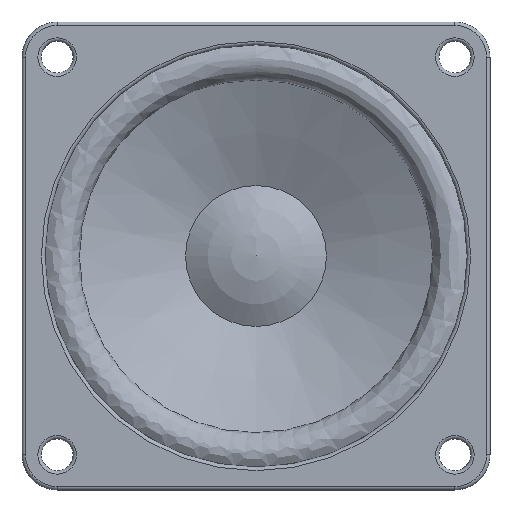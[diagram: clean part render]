
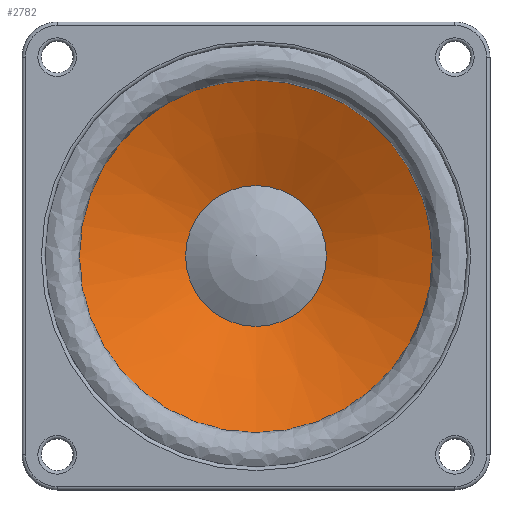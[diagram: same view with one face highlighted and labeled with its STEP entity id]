
A CAD part, front view. The second image highlights one B-rep face of the part: STEP entity #2782.
In plain terms, the highlighted conical face has half-angle 66.038 degrees and reference radius 25.259 mm.
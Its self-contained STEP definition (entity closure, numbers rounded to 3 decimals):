
#2421 = SURFACE_OF_REVOLUTION('',#2422,#2427);
#2422 = CIRCLE('',#2423,3.);
#2423 = AXIS2_PLACEMENT_3D('',#2424,#2425,#2426);
#2424 = CARTESIAN_POINT('',(0.,0.,28.));
#2425 = DIRECTION('',(1.,0.,0.));
#2426 = DIRECTION('',(0.,1.,0.));
#2427 = AXIS1_PLACEMENT('',#2428,#2429);
#2428 = CARTESIAN_POINT('',(0.,0.,0.));
#2429 = DIRECTION('',(0.,1.,0.));
#2731 = VERTEX_POINT('',#2732);
#2732 = CARTESIAN_POINT('',(0.,1.218,
    25.259));
#2754 = EDGE_CURVE('',#2731,#2731,#2755,.T.);
#2755 = SURFACE_CURVE('',#2756,(#2761,#2768),.PCURVE_S1.);
#2756 = CIRCLE('',#2757,25.259);
#2757 = AXIS2_PLACEMENT_3D('',#2758,#2759,#2760);
#2758 = CARTESIAN_POINT('',(0.,1.218,0.));
#2759 = DIRECTION('',(0.,1.,0.));
#2760 = DIRECTION('',(0.,0.,1.));
#2761 = PCURVE('',#2421,#2762);
#2762 = DEFINITIONAL_REPRESENTATION('',(#2763),#2767);
#2763 = LINE('',#2764,#2765);
#2764 = CARTESIAN_POINT('',(0.,5.131));
#2765 = VECTOR('',#2766,1.);
#2766 = DIRECTION('',(1.,0.));
#2767 = ( GEOMETRIC_REPRESENTATION_CONTEXT(2) 
PARAMETRIC_REPRESENTATION_CONTEXT() REPRESENTATION_CONTEXT('2D SPACE',''
  ) );
#2768 = PCURVE('',#2769,#2774);
#2769 = CONICAL_SURFACE('',#2770,25.259,1.153);
#2770 = AXIS2_PLACEMENT_3D('',#2771,#2772,#2773);
#2771 = CARTESIAN_POINT('',(0.,1.218,0.));
#2772 = DIRECTION('',(0.,-1.,0.));
#2773 = DIRECTION('',(0.,0.,1.));
#2774 = DEFINITIONAL_REPRESENTATION('',(#2775),#2779);
#2775 = LINE('',#2776,#2777);
#2776 = CARTESIAN_POINT('',(0.,0.));
#2777 = VECTOR('',#2778,1.);
#2778 = DIRECTION('',(-1.,0.));
#2779 = ( GEOMETRIC_REPRESENTATION_CONTEXT(2) 
PARAMETRIC_REPRESENTATION_CONTEXT() REPRESENTATION_CONTEXT('2D SPACE',''
  ) );
#2782 = ADVANCED_FACE('',(#2783),#2769,.F.);
#2783 = FACE_BOUND('',#2784,.F.);
#2784 = EDGE_LOOP('',(#2785,#2786,#2809,#2836));
#2785 = ORIENTED_EDGE('',*,*,#2754,.T.);
#2786 = ORIENTED_EDGE('',*,*,#2787,.T.);
#2787 = EDGE_CURVE('',#2731,#2788,#2790,.T.);
#2788 = VERTEX_POINT('',#2789);
#2789 = CARTESIAN_POINT('',(0.,8.,10.));
#2790 = SEAM_CURVE('',#2791,(#2795,#2802),.PCURVE_S1.);
#2791 = LINE('',#2792,#2793);
#2792 = CARTESIAN_POINT('',(0.,1.218,
    25.259));
#2793 = VECTOR('',#2794,1.);
#2794 = DIRECTION('',(0.,0.406,-0.914)
  );
#2795 = PCURVE('',#2769,#2796);
#2796 = DEFINITIONAL_REPRESENTATION('',(#2797),#2801);
#2797 = LINE('',#2798,#2799);
#2798 = CARTESIAN_POINT('',(0.,0.));
#2799 = VECTOR('',#2800,1.);
#2800 = DIRECTION('',(0.,-1.));
#2801 = ( GEOMETRIC_REPRESENTATION_CONTEXT(2) 
PARAMETRIC_REPRESENTATION_CONTEXT() REPRESENTATION_CONTEXT('2D SPACE',''
  ) );
#2802 = PCURVE('',#2769,#2803);
#2803 = DEFINITIONAL_REPRESENTATION('',(#2804),#2808);
#2804 = LINE('',#2805,#2806);
#2805 = CARTESIAN_POINT('',(-6.283,0.));
#2806 = VECTOR('',#2807,1.);
#2807 = DIRECTION('',(0.,-1.));
#2808 = ( GEOMETRIC_REPRESENTATION_CONTEXT(2) 
PARAMETRIC_REPRESENTATION_CONTEXT() REPRESENTATION_CONTEXT('2D SPACE',''
  ) );
#2809 = ORIENTED_EDGE('',*,*,#2810,.F.);
#2810 = EDGE_CURVE('',#2788,#2788,#2811,.T.);
#2811 = SURFACE_CURVE('',#2812,(#2817,#2824),.PCURVE_S1.);
#2812 = CIRCLE('',#2813,10.);
#2813 = AXIS2_PLACEMENT_3D('',#2814,#2815,#2816);
#2814 = CARTESIAN_POINT('',(0.,8.,0.));
#2815 = DIRECTION('',(0.,1.,0.));
#2816 = DIRECTION('',(0.,0.,1.));
#2817 = PCURVE('',#2769,#2818);
#2818 = DEFINITIONAL_REPRESENTATION('',(#2819),#2823);
#2819 = LINE('',#2820,#2821);
#2820 = CARTESIAN_POINT('',(0.,-6.782));
#2821 = VECTOR('',#2822,1.);
#2822 = DIRECTION('',(-1.,0.));
#2823 = ( GEOMETRIC_REPRESENTATION_CONTEXT(2) 
PARAMETRIC_REPRESENTATION_CONTEXT() REPRESENTATION_CONTEXT('2D SPACE',''
  ) );
#2824 = PCURVE('',#2825,#2830);
#2825 = SPHERICAL_SURFACE('',#2826,18.167);
#2826 = AXIS2_PLACEMENT_3D('',#2827,#2828,#2829);
#2827 = CARTESIAN_POINT('',(0.,23.167,0.)
  );
#2828 = DIRECTION('',(0.,-1.,0.));
#2829 = DIRECTION('',(0.,0.,1.));
#2830 = DEFINITIONAL_REPRESENTATION('',(#2831),#2835);
#2831 = LINE('',#2832,#2833);
#2832 = CARTESIAN_POINT('',(0.,0.988));
#2833 = VECTOR('',#2834,1.);
#2834 = DIRECTION('',(-1.,0.));
#2835 = ( GEOMETRIC_REPRESENTATION_CONTEXT(2) 
PARAMETRIC_REPRESENTATION_CONTEXT() REPRESENTATION_CONTEXT('2D SPACE',''
  ) );
#2836 = ORIENTED_EDGE('',*,*,#2787,.F.);
